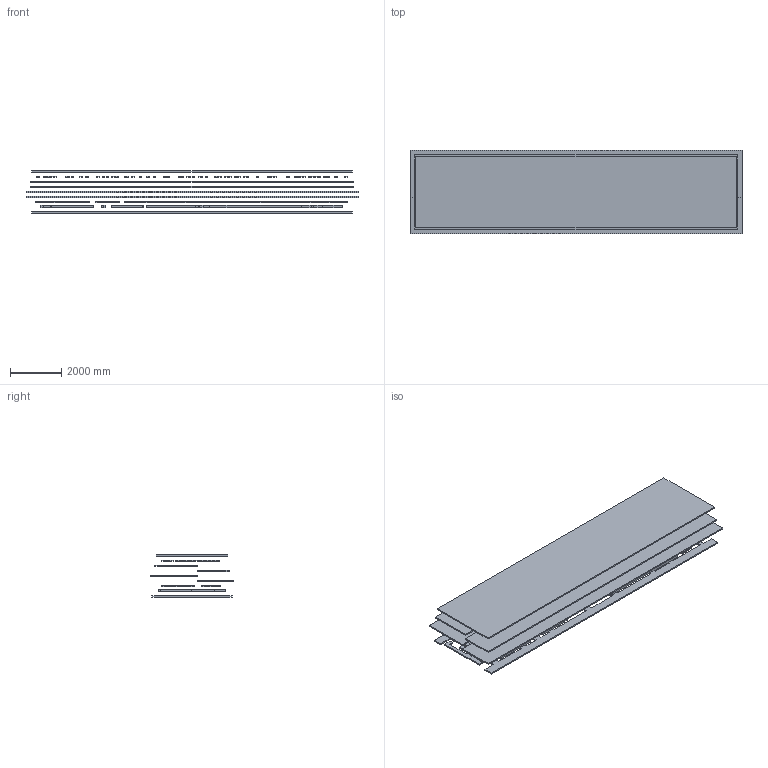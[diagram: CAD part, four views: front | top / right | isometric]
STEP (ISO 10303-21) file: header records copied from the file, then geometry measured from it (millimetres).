
FILE_DESCRIPTION(('Open CASCADE Model'),'2;1');
FILE_NAME('Open CASCADE Shape Model','2024-07-10T14:09:20',('Author'),( 'Open CASCADE'),'Open CASCADE STEP processor 7.8','Open CASCADE 7.8' ,'Unknown');
FILE_SCHEMA(('AUTOMOTIVE_DESIGN { 1 0 10303 214 1 1 1 1 }'));
Length unit declared in the file: millimetre
Products named in the file (9): layer11; layer9; layer1; layer2; layer3; layer4; layer5; layer10; layer235
Bounding box: 13000 x 3260 x 1650 mm (x, y, z)
Volume: 7802710000 mm3; surface area: 332843400 mm2
Topology: 139 solids, 139 shells, 1208 faces, 2790 edges, 1860 vertices
Faces by surface type: plane 1208
Entity records: 70824 total; most frequent: CARTESIAN_POINT 11439, DIRECTION 10788, LINE 8370, VECTOR 8370, ORIENTED_EDGE 5580, PCURVE 5580, DEFINITIONAL_REPRESENTATION 5580, EDGE_CURVE 2790
